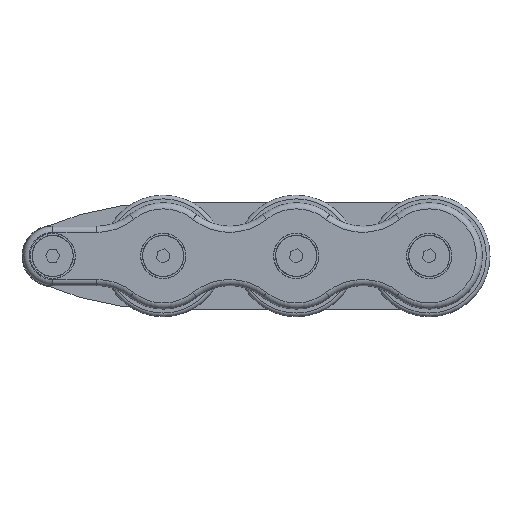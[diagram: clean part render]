
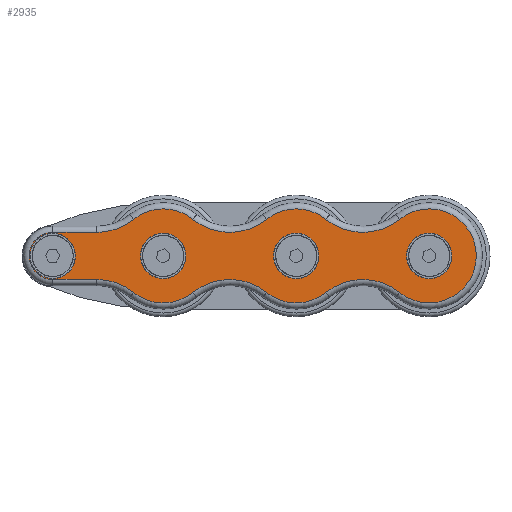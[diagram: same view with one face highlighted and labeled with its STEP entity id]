
A CAD part, top view. The second image highlights one B-rep face of the part: STEP entity #2935.
In plain terms, the highlighted planar face has unit normal (0, 0, 1).
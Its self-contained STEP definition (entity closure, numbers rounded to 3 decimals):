
#100=LINE('',#4941,#226);
#102=LINE('',#4953,#228);
#226=VECTOR('',#3887,21.5);
#228=VECTOR('',#3901,21.5);
#428=PLANE('',#3277);
#534=FACE_BOUND('',#1019,.T.);
#535=FACE_BOUND('',#1020,.T.);
#536=FACE_BOUND('',#1021,.T.);
#537=FACE_BOUND('',#1022,.T.);
#736=FACE_OUTER_BOUND('',#1018,.T.);
#1018=EDGE_LOOP('',(#2438,#2439,#2440,#2441,#2442,#2443,#2444,#2445,#2446,
#2447,#2448,#2449,#2450,#2451));
#1019=EDGE_LOOP('',(#2452));
#1020=EDGE_LOOP('',(#2453));
#1021=EDGE_LOOP('',(#2454));
#1022=EDGE_LOOP('',(#2455));
#1242=CIRCLE('',#3139,11.01);
#1248=CIRCLE('',#3150,11.01);
#1262=CIRCLE('',#3193,11.01);
#1264=CIRCLE('',#3197,11.01);
#1277=CIRCLE('',#3219,23.);
#1279=CIRCLE('',#3222,28.674);
#1283=CIRCLE('',#3228,11.5);
#1287=CIRCLE('',#3234,28.674);
#1290=CIRCLE('',#3238,23.);
#1293=CIRCLE('',#3242,28.674);
#1296=CIRCLE('',#3246,23.);
#1299=CIRCLE('',#3250,28.674);
#1302=CIRCLE('',#3254,23.);
#1305=CIRCLE('',#3258,28.674);
#1308=CIRCLE('',#3262,23.);
#1310=CIRCLE('',#3265,28.674);
#1478=VERTEX_POINT('',#4754);
#1484=VERTEX_POINT('',#4771);
#1522=VERTEX_POINT('',#4888);
#1524=VERTEX_POINT('',#4894);
#1534=VERTEX_POINT('',#4923);
#1537=VERTEX_POINT('',#4928);
#1539=VERTEX_POINT('',#4933);
#1541=VERTEX_POINT('',#4939);
#1543=VERTEX_POINT('',#4945);
#1545=VERTEX_POINT('',#4951);
#1547=VERTEX_POINT('',#4957);
#1549=VERTEX_POINT('',#4963);
#1551=VERTEX_POINT('',#4969);
#1553=VERTEX_POINT('',#4975);
#1555=VERTEX_POINT('',#4981);
#1557=VERTEX_POINT('',#4987);
#1559=VERTEX_POINT('',#4993);
#1561=VERTEX_POINT('',#4999);
#1782=EDGE_CURVE('',#1478,#1478,#1242,.T.);
#1788=EDGE_CURVE('',#1484,#1484,#1248,.T.);
#1838=EDGE_CURVE('',#1522,#1522,#1262,.T.);
#1840=EDGE_CURVE('',#1524,#1524,#1264,.T.);
#1853=EDGE_CURVE('',#1537,#1534,#1277,.T.);
#1855=EDGE_CURVE('',#1539,#1537,#1279,.T.);
#1858=EDGE_CURVE('',#1541,#1539,#100,.T.);
#1861=EDGE_CURVE('',#1543,#1541,#1283,.T.);
#1864=EDGE_CURVE('',#1545,#1543,#102,.T.);
#1867=EDGE_CURVE('',#1547,#1545,#1287,.T.);
#1870=EDGE_CURVE('',#1549,#1547,#1290,.T.);
#1873=EDGE_CURVE('',#1551,#1549,#1293,.T.);
#1876=EDGE_CURVE('',#1553,#1551,#1296,.T.);
#1879=EDGE_CURVE('',#1555,#1553,#1299,.T.);
#1882=EDGE_CURVE('',#1557,#1555,#1302,.T.);
#1885=EDGE_CURVE('',#1559,#1557,#1305,.T.);
#1888=EDGE_CURVE('',#1561,#1559,#1308,.T.);
#1890=EDGE_CURVE('',#1534,#1561,#1310,.T.);
#2438=ORIENTED_EDGE('',*,*,#1853,.F.);
#2439=ORIENTED_EDGE('',*,*,#1855,.F.);
#2440=ORIENTED_EDGE('',*,*,#1858,.F.);
#2441=ORIENTED_EDGE('',*,*,#1861,.F.);
#2442=ORIENTED_EDGE('',*,*,#1864,.F.);
#2443=ORIENTED_EDGE('',*,*,#1867,.F.);
#2444=ORIENTED_EDGE('',*,*,#1870,.F.);
#2445=ORIENTED_EDGE('',*,*,#1873,.F.);
#2446=ORIENTED_EDGE('',*,*,#1876,.F.);
#2447=ORIENTED_EDGE('',*,*,#1879,.F.);
#2448=ORIENTED_EDGE('',*,*,#1882,.F.);
#2449=ORIENTED_EDGE('',*,*,#1885,.F.);
#2450=ORIENTED_EDGE('',*,*,#1888,.F.);
#2451=ORIENTED_EDGE('',*,*,#1890,.F.);
#2452=ORIENTED_EDGE('',*,*,#1782,.T.);
#2453=ORIENTED_EDGE('',*,*,#1788,.T.);
#2454=ORIENTED_EDGE('',*,*,#1838,.T.);
#2455=ORIENTED_EDGE('',*,*,#1840,.T.);
#2935=ADVANCED_FACE('',(#736,#534,#535,#536,#537),#428,.T.);
#3139=AXIS2_PLACEMENT_3D('',#4755,#3677,#3678);
#3150=AXIS2_PLACEMENT_3D('',#4772,#3699,#3700);
#3193=AXIS2_PLACEMENT_3D('',#4889,#3821,#3822);
#3197=AXIS2_PLACEMENT_3D('',#4895,#3829,#3830);
#3219=AXIS2_PLACEMENT_3D('',#4930,#3873,#3874);
#3222=AXIS2_PLACEMENT_3D('',#4935,#3879,#3880);
#3228=AXIS2_PLACEMENT_3D('',#4947,#3893,#3894);
#3234=AXIS2_PLACEMENT_3D('',#4959,#3907,#3908);
#3238=AXIS2_PLACEMENT_3D('',#4965,#3915,#3916);
#3242=AXIS2_PLACEMENT_3D('',#4971,#3923,#3924);
#3246=AXIS2_PLACEMENT_3D('',#4977,#3931,#3932);
#3250=AXIS2_PLACEMENT_3D('',#4983,#3939,#3940);
#3254=AXIS2_PLACEMENT_3D('',#4989,#3947,#3948);
#3258=AXIS2_PLACEMENT_3D('',#4995,#3955,#3956);
#3262=AXIS2_PLACEMENT_3D('',#5001,#3963,#3964);
#3265=AXIS2_PLACEMENT_3D('',#5004,#3969,#3970);
#3277=AXIS2_PLACEMENT_3D('',#5034,#4003,#4004);
#3677=DIRECTION('center_axis',(0.,0.,
-1.));
#3678=DIRECTION('ref_axis',(-0.956,0.294,0.));
#3699=DIRECTION('center_axis',(0.,0.,
-1.));
#3700=DIRECTION('ref_axis',(-0.956,0.294,0.));
#3821=DIRECTION('center_axis',(0.,0.,
-1.));
#3822=DIRECTION('ref_axis',(-0.956,0.294,0.));
#3829=DIRECTION('center_axis',(0.,0.,
-1.));
#3830=DIRECTION('ref_axis',(-0.431,-0.902,0.));
#3873=DIRECTION('center_axis',(0.,0.,
-1.));
#3874=DIRECTION('ref_axis',(0.,1.,0.));
#3879=DIRECTION('center_axis',(0.,0.,
1.));
#3880=DIRECTION('ref_axis',(0.334,-0.943,0.));
#3887=DIRECTION('',(1.,0.,0.));
#3893=DIRECTION('center_axis',(0.,0.,
-1.));
#3894=DIRECTION('ref_axis',(-1.,0.,0.));
#3901=DIRECTION('',(-1.,0.,0.));
#3907=DIRECTION('center_axis',(0.,0.,
1.));
#3908=DIRECTION('ref_axis',(0.334,0.943,0.));
#3915=DIRECTION('center_axis',(0.,0.,
-1.));
#3916=DIRECTION('ref_axis',(0.,-1.,0.));
#3923=DIRECTION('center_axis',(0.,0.,
1.));
#3924=DIRECTION('ref_axis',(0.,1.,0.));
#3931=DIRECTION('center_axis',(0.,0.,
-1.));
#3932=DIRECTION('ref_axis',(0.,-1.,0.));
#3939=DIRECTION('center_axis',(0.,0.,
1.));
#3940=DIRECTION('ref_axis',(0.,1.,0.));
#3947=DIRECTION('center_axis',(0.,0.,
-1.));
#3948=DIRECTION('ref_axis',(1.,0.,0.));
#3955=DIRECTION('center_axis',(0.,0.,
1.));
#3956=DIRECTION('ref_axis',(0.,-1.,0.));
#3963=DIRECTION('center_axis',(0.,0.,
-1.));
#3964=DIRECTION('ref_axis',(0.,1.,0.));
#3969=DIRECTION('center_axis',(0.,0.,
1.));
#3970=DIRECTION('ref_axis',(0.,-1.,0.));
#4003=DIRECTION('center_axis',(0.,0.,
1.));
#4004=DIRECTION('ref_axis',(1.,0.,0.));
#4754=CARTESIAN_POINT('',(-119.477,-3.239,40.7));
#4755=CARTESIAN_POINT('Origin',(-130.,0.,40.7));
#4771=CARTESIAN_POINT('',(-54.477,-3.239,40.7));
#4772=CARTESIAN_POINT('Origin',(-65.,0.,40.7));
#4888=CARTESIAN_POINT('',(10.523,-3.239,40.7));
#4889=CARTESIAN_POINT('Origin',(0.,0.,
40.7));
#4894=CARTESIAN_POINT('',(-179.254,9.935,40.7));
#4895=CARTESIAN_POINT('Origin',(-184.,0.,40.7));
#4923=CARTESIAN_POINT('',(-115.534,17.881,40.7));
#4928=CARTESIAN_POINT('',(-144.466,17.881,40.7));
#4930=CARTESIAN_POINT('Origin',(-130.,0.,40.7));
#4933=CARTESIAN_POINT('',(-162.5,11.5,40.7));
#4935=CARTESIAN_POINT('Origin',(-162.5,40.174,40.7));
#4939=CARTESIAN_POINT('',(-184.,11.5,40.7));
#4941=CARTESIAN_POINT('',(-122.975,11.5,40.7));
#4945=CARTESIAN_POINT('',(-184.,-11.5,40.7));
#4947=CARTESIAN_POINT('Origin',(-184.,0.,40.7));
#4951=CARTESIAN_POINT('',(-162.5,-11.5,40.7));
#4953=CARTESIAN_POINT('',(-133.725,-11.5,40.7));
#4957=CARTESIAN_POINT('',(-144.466,-17.881,40.7));
#4959=CARTESIAN_POINT('Origin',(-162.5,-40.174,40.7));
#4963=CARTESIAN_POINT('',(-115.534,-17.881,40.7));
#4965=CARTESIAN_POINT('Origin',(-130.,0.,40.7));
#4969=CARTESIAN_POINT('',(-79.466,-17.881,40.7));
#4971=CARTESIAN_POINT('Origin',(-97.5,-40.174,40.7));
#4975=CARTESIAN_POINT('',(-50.534,-17.881,40.7));
#4977=CARTESIAN_POINT('Origin',(-65.,0.,40.7));
#4981=CARTESIAN_POINT('',(-14.466,-17.881,40.7));
#4983=CARTESIAN_POINT('Origin',(-32.5,-40.174,40.7));
#4987=CARTESIAN_POINT('',(-14.466,17.881,40.7));
#4989=CARTESIAN_POINT('Origin',(0.,0.,
40.7));
#4993=CARTESIAN_POINT('',(-50.534,17.881,40.7));
#4995=CARTESIAN_POINT('Origin',(-32.5,40.174,40.7));
#4999=CARTESIAN_POINT('',(-79.466,17.881,40.7));
#5001=CARTESIAN_POINT('Origin',(-65.,0.,40.7));
#5004=CARTESIAN_POINT('Origin',(-97.5,40.174,40.7));
#5034=CARTESIAN_POINT('Origin',(-83.45,0.,
40.7));
